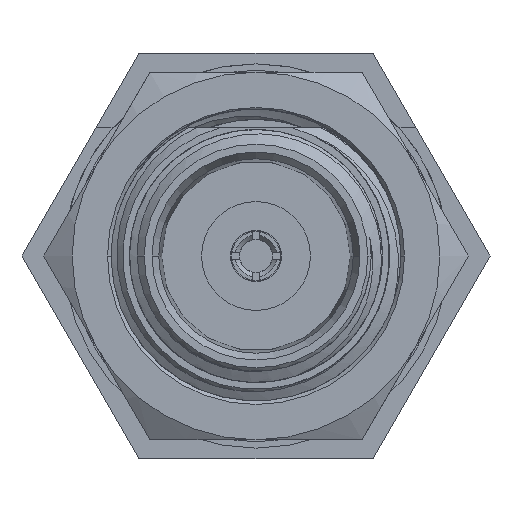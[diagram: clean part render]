
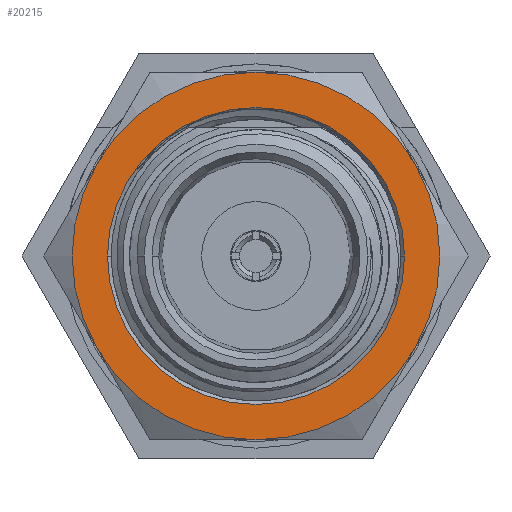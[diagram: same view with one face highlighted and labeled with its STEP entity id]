
A CAD part, left-side view. The second image highlights one B-rep face of the part: STEP entity #20215.
In plain terms, the highlighted planar face has unit normal (-1, 0, 0).
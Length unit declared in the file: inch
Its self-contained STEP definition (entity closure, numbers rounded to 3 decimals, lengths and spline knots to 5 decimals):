
#5860=CARTESIAN_POINT('',(0.47131,0.,0.));
#5861=DIRECTION('',(-1.,0.,0.));
#5862=DIRECTION('',(0.,-1.,0.));
#5863=AXIS2_PLACEMENT_3D('',#5860,#5861,#5862);
#9392=CARTESIAN_POINT('',(0.47131,0.,0.));
#9393=DIRECTION('',(1.,0.,0.));
#9394=DIRECTION('',(0.,0.866,0.5));
#9395=AXIS2_PLACEMENT_3D('',#9392,#9393,#9394);
#9397=CARTESIAN_POINT('',(0.47131,0.,0.));
#9398=DIRECTION('',(1.,0.,0.));
#9399=DIRECTION('',(0.,0.,1.));
#9400=AXIS2_PLACEMENT_3D('',#9397,#9398,#9399);
#9402=CARTESIAN_POINT('',(0.47131,0.,0.));
#9403=DIRECTION('',(1.,0.,0.));
#9404=DIRECTION('',(0.,-0.866,-0.5));
#9405=AXIS2_PLACEMENT_3D('',#9402,#9403,#9404);
#9407=CARTESIAN_POINT('',(0.47131,0.,0.));
#9408=DIRECTION('',(1.,0.,0.));
#9409=DIRECTION('',(0.,0.,-1.));
#9410=AXIS2_PLACEMENT_3D('',#9407,#9408,#9409);
#9412=CARTESIAN_POINT('',(0.47131,0.,0.));
#9413=DIRECTION('',(-1.,0.,0.));
#9414=DIRECTION('',(0.,0.866,0.5));
#9415=AXIS2_PLACEMENT_3D('',#9412,#9413,#9414);
#9417=CARTESIAN_POINT('',(0.47131,0.,0.));
#9418=DIRECTION('',(-1.,0.,0.));
#9419=DIRECTION('',(0.,-0.866,-0.5));
#9420=AXIS2_PLACEMENT_3D('',#9417,#9418,#9419);
#9426=CARTESIAN_POINT('',(0.47131,0.,0.));
#9427=DIRECTION('',(-1.,0.,0.));
#9428=DIRECTION('',(0.,1.,0.));
#9429=AXIS2_PLACEMENT_3D('',#9426,#9427,#9428);
#10713=CARTESIAN_POINT('',(0.47131,-0.2525,0.));
#10714=CARTESIAN_POINT('',(0.47131,0.2525,0.));
#10715=VERTEX_POINT('',#10713);
#10716=VERTEX_POINT('',#10714);
#10722=CARTESIAN_POINT('',(0.47131,0.27063,
0.15625));
#10723=CARTESIAN_POINT('',(0.47131,0.,0.3125));
#10724=VERTEX_POINT('',#10722);
#10725=VERTEX_POINT('',#10723);
#10726=CARTESIAN_POINT('',(0.47131,-0.27063,
0.15625));
#10727=VERTEX_POINT('',#10726);
#10728=CARTESIAN_POINT('',(0.47131,-0.27063,
-0.15625));
#10729=CARTESIAN_POINT('',(0.47131,0.,-0.3125));
#10730=VERTEX_POINT('',#10728);
#10731=VERTEX_POINT('',#10729);
#10732=CARTESIAN_POINT('',(0.47131,0.27063,
-0.15625));
#10733=VERTEX_POINT('',#10732);
#20192=CARTESIAN_POINT('',(0.47131,0.,0.));
#20193=DIRECTION('',(1.,0.,0.));
#20194=DIRECTION('',(0.,-1.,0.));
#20195=AXIS2_PLACEMENT_3D('',#20192,#20193,#20194);
#20196=PLANE('',#20195);
#20198=ORIENTED_EDGE('',*,*,#20197,.F.);
#20200=ORIENTED_EDGE('',*,*,#20199,.T.);
#20202=ORIENTED_EDGE('',*,*,#20201,.T.);
#20204=ORIENTED_EDGE('',*,*,#20203,.F.);
#20206=ORIENTED_EDGE('',*,*,#20205,.T.);
#20207=ORIENTED_EDGE('',*,*,#20185,.T.);
#20208=EDGE_LOOP('',(#20198,#20200,#20202,#20204,#20206,#20207));
#20209=FACE_OUTER_BOUND('',#20208,.F.);
#20211=ORIENTED_EDGE('',*,*,#20210,.T.);
#20212=ORIENTED_EDGE('',*,*,#16152,.T.);
#20213=EDGE_LOOP('',(#20211,#20212));
#20214=FACE_BOUND('',#20213,.F.);
#20215=ADVANCED_FACE('',(#20209,#20214),#20196,.F.);
#5864=CIRCLE('',#5863,0.2525);
#9396=CIRCLE('',#9395,0.3125);
#9401=CIRCLE('',#9400,0.3125);
#9406=CIRCLE('',#9405,0.3125);
#9411=CIRCLE('',#9410,0.3125);
#9416=CIRCLE('',#9415,0.3125);
#9421=CIRCLE('',#9420,0.3125);
#9430=CIRCLE('',#9429,0.2525);
#16152=EDGE_CURVE('',#10715,#10716,#5864,.T.);
#20185=EDGE_CURVE('',#10731,#10733,#9411,.T.);
#20197=EDGE_CURVE('',#10724,#10733,#9416,.T.);
#20199=EDGE_CURVE('',#10724,#10725,#9396,.T.);
#20201=EDGE_CURVE('',#10725,#10727,#9401,.T.);
#20203=EDGE_CURVE('',#10730,#10727,#9421,.T.);
#20205=EDGE_CURVE('',#10730,#10731,#9406,.T.);
#20210=EDGE_CURVE('',#10716,#10715,#9430,.T.);
